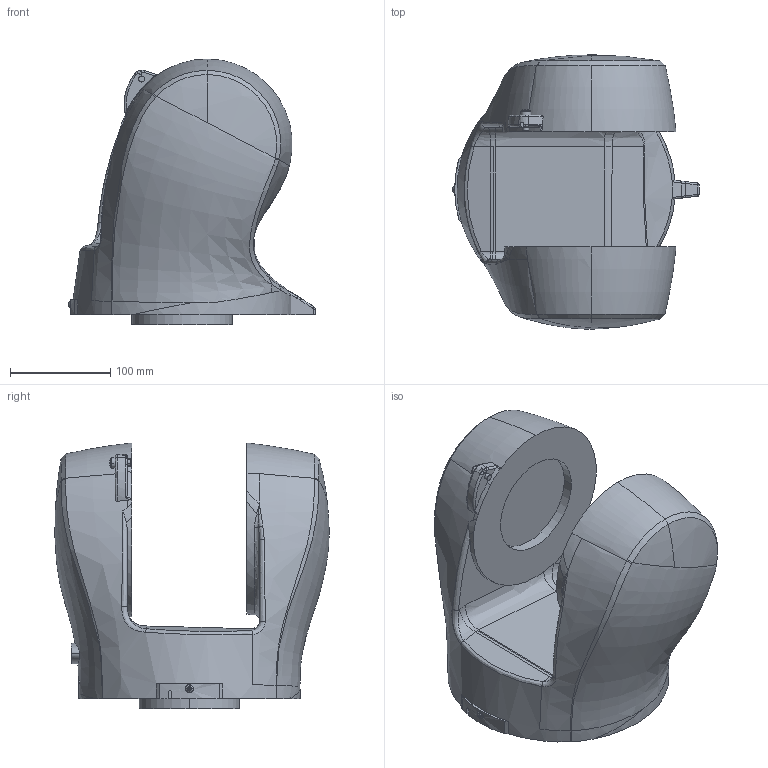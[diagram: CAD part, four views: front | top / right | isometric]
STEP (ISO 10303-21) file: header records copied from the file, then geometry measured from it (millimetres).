
FILE_DESCRIPTION (( 'STEP AP203' ), '1' );
FILE_NAME ('KR_6_R900-2_V01.sldasm-Part-6_Valor predeterminado_sldprt.STEP', '2019-06-20T10:47:24', ( '' ), ( '' ), 'SwSTEP 2.0', 'SolidWorks 2018', '' );
FILE_SCHEMA (( 'CONFIG_CONTROL_DESIGN' ));
Length unit declared in the file: millimetre
Products named in the file (1): KR_6_R900-2_V01.sldasm-Part-6_Valor predeterminado_sldprt
Bounding box: 245.99 x 273.72 x 265.29 mm (x, y, z)
Volume: 5983256.9 mm3; surface area: 286886.8 mm2
Topology: 1 solids, 2 shells, 208 faces, 530 edges, 334 vertices
Faces by surface type: bspline 97, cylinder 40, plane 35, torus 17, cone 13, sphere 6
Entity records: 19123 total; most frequent: CARTESIAN_POINT 14875, ORIENTED_EDGE 1054, DIRECTION 593, EDGE_CURVE 527, VERTEX_POINT 334, B_SPLINE_CURVE_WITH_KNOTS 289, AXIS2_PLACEMENT_3D 260, EDGE_LOOP 221
